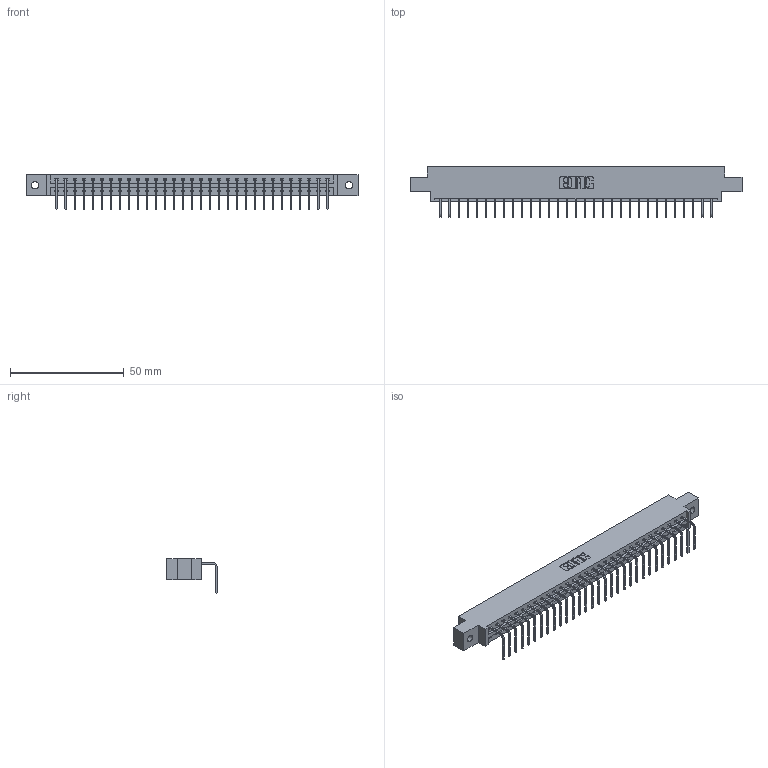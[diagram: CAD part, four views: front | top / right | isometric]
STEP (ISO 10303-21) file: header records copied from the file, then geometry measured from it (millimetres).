
FILE_DESCRIPTION (( 'STEP AP203' ), '1' );
FILE_NAME ('337-031-558-602.STEP', '2019-10-07T13:50:29', ( '' ), ( '' ), 'SwSTEP 2.0', 'SolidWorks 2016', '' );
FILE_SCHEMA (( 'CONFIG_CONTROL_DESIGN' ));
Length unit declared in the file: inch
Products named in the file (3): 337 Part_0.170 Offset - 0.128 Dia; 337-031-558-602; 345-292-001_558 Tail - 2
Assembly tree (32 placements, depth 2):
  337-031-558-602
    337 Part_0.170 Offset - 0.128 Dia
    345-292-001_558 Tail - 2  x31
Bounding box: 145.85 x 22.17 x 15.37 mm (x, y, z)
Volume: 14969.8 mm3; surface area: 15869.1 mm2
Topology: 32 solids, 32 shells, 2102 faces, 6337 edges, 4182 vertices
Faces by surface type: plane 1562, cylinder 540
Entity records: 24685 total; most frequent: CARTESIAN_POINT 4307, ORIENTED_EDGE 4274, DIRECTION 3647, EDGE_CURVE 2137, VECTOR 2009, LINE 2009, VERTEX_POINT 1422, AXIS2_PLACEMENT_3D 819
